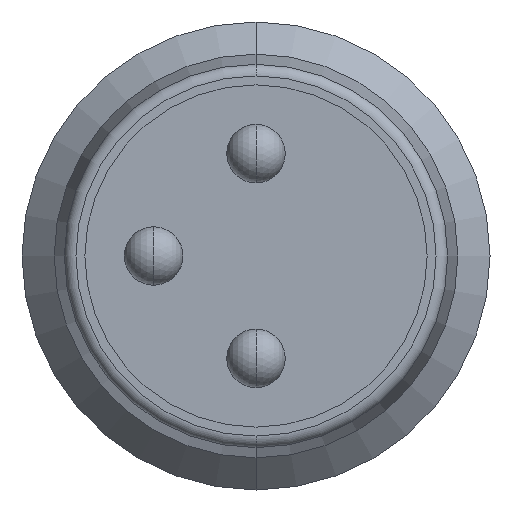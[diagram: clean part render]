
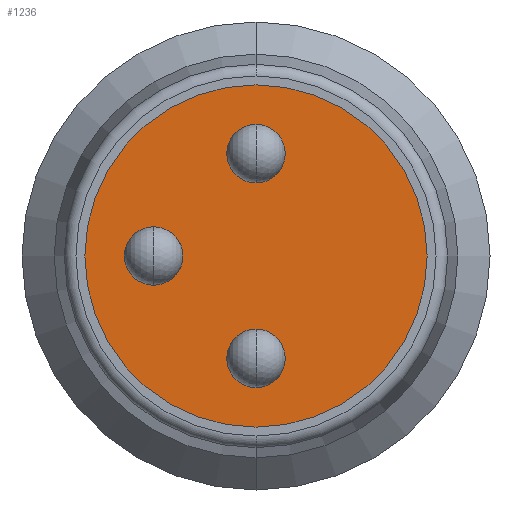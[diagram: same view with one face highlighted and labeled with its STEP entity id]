
A CAD part, front view. The second image highlights one B-rep face of the part: STEP entity #1236.
In plain terms, the highlighted planar face has unit normal (0, -1, 0).
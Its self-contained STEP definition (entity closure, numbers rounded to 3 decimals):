
#7 = CARTESIAN_POINT ( 'NONE',  ( 0., -16.2, 1.25 ) ) ;
#10 = DIRECTION ( 'NONE',  ( 0., -1., 0. ) ) ;
#11 = CIRCLE ( 'NONE', #219, 2.925 ) ;
#20 = VERTEX_POINT ( 'NONE', #1182 ) ;
#52 = DIRECTION ( 'NONE',  ( 0., 0., -1. ) ) ;
#71 = DIRECTION ( 'NONE',  ( 0., -1., 0. ) ) ;
#124 = EDGE_CURVE ( 'NONE', #20, #387, #253, .T. ) ;
#133 = ORIENTED_EDGE ( 'NONE', *, *, #1223, .T. ) ;
#134 = ORIENTED_EDGE ( 'NONE', *, *, #124, .F. ) ;
#183 = EDGE_CURVE ( 'NONE', #444, #845, #1662, .T. ) ;
#219 = AXIS2_PLACEMENT_3D ( 'NONE', #883, #71, #1020 ) ;
#227 = CARTESIAN_POINT ( 'NONE',  ( -1.75, -16.2, 0.5 ) ) ;
#253 = CIRCLE ( 'NONE', #1150, 0.5 ) ;
#342 = CARTESIAN_POINT ( 'NONE',  ( 0., -16.2, 1.75 ) ) ;
#352 = AXIS2_PLACEMENT_3D ( 'NONE', #473, #461, #371 ) ;
#355 = AXIS2_PLACEMENT_3D ( 'NONE', #782, #1702, #918 ) ;
#363 = DIRECTION ( 'NONE',  ( 0., -1., 0. ) ) ;
#371 = DIRECTION ( 'NONE',  ( 0., 0., -1. ) ) ;
#375 = CIRCLE ( 'NONE', #1685, 0.5 ) ;
#387 = VERTEX_POINT ( 'NONE', #227 ) ;
#391 = CIRCLE ( 'NONE', #737, 2.925 ) ;
#395 = EDGE_CURVE ( 'NONE', #387, #20, #375, .T. ) ;
#419 = CARTESIAN_POINT ( 'NONE',  ( 0., -16.2, -1.25 ) ) ;
#444 = VERTEX_POINT ( 'NONE', #1587 ) ;
#461 = DIRECTION ( 'NONE',  ( 0., -1., 0. ) ) ;
#473 = CARTESIAN_POINT ( 'NONE',  ( 0., -16.2, -1.75 ) ) ;
#482 = DIRECTION ( 'NONE',  ( 0., 0., -1. ) ) ;
#503 = DIRECTION ( 'NONE',  ( 0., 0., -1. ) ) ;
#551 = CARTESIAN_POINT ( 'NONE',  ( -1.75, -16.2, 0. ) ) ;
#558 = DIRECTION ( 'NONE',  ( 0., -1., 0. ) ) ;
#579 = ORIENTED_EDGE ( 'NONE', *, *, #1696, .F. ) ;
#625 = EDGE_LOOP ( 'NONE', ( #1280, #134 ) ) ;
#641 = VERTEX_POINT ( 'NONE', #1701 ) ;
#678 = AXIS2_PLACEMENT_3D ( 'NONE', #1164, #363, #503 ) ;
#692 = FACE_OUTER_BOUND ( 'NONE', #1609, .T. ) ;
#737 = AXIS2_PLACEMENT_3D ( 'NONE', #755, #861, #52 ) ;
#755 = CARTESIAN_POINT ( 'NONE',  ( 0., -16.2, 0. ) ) ;
#773 = CIRCLE ( 'NONE', #355, 0.5 ) ;
#779 = DIRECTION ( 'NONE',  ( 0., -1., 0. ) ) ;
#782 = CARTESIAN_POINT ( 'NONE',  ( 0., -16.2, 1.75 ) ) ;
#815 = CARTESIAN_POINT ( 'NONE',  ( 0., -16.2, -1.75 ) ) ;
#825 = VERTEX_POINT ( 'NONE', #7 ) ;
#845 = VERTEX_POINT ( 'NONE', #419 ) ;
#861 = DIRECTION ( 'NONE',  ( 0., -1., 0. ) ) ;
#866 = ORIENTED_EDGE ( 'NONE', *, *, #183, .F. ) ;
#869 = ORIENTED_EDGE ( 'NONE', *, *, #1547, .F. ) ;
#883 = CARTESIAN_POINT ( 'NONE',  ( 0., -16.2, 0. ) ) ;
#918 = DIRECTION ( 'NONE',  ( 0., 0., -1. ) ) ;
#937 = EDGE_CURVE ( 'NONE', #845, #444, #1556, .T. ) ;
#950 = DIRECTION ( 'NONE',  ( 0., 0., -1. ) ) ;
#951 = DIRECTION ( 'NONE',  ( 0., 0., -1. ) ) ;
#995 = ORIENTED_EDGE ( 'NONE', *, *, #937, .F. ) ;
#1013 = PLANE ( 'NONE',  #678 ) ;
#1020 = DIRECTION ( 'NONE',  ( 0., 0., -1. ) ) ;
#1150 = AXIS2_PLACEMENT_3D ( 'NONE', #1450, #779, #1307 ) ;
#1164 = CARTESIAN_POINT ( 'NONE',  ( 0., -16.2, 0. ) ) ;
#1182 = CARTESIAN_POINT ( 'NONE',  ( -1.75, -16.2, -0.5 ) ) ;
#1196 = VERTEX_POINT ( 'NONE', #1527 ) ;
#1214 = VERTEX_POINT ( 'NONE', #1408 ) ;
#1223 = EDGE_CURVE ( 'NONE', #1196, #1214, #11, .T. ) ;
#1236 = ADVANCED_FACE ( 'NONE', ( #1699, #1346, #1388, #692 ), #1013, .T. ) ;
#1273 = DIRECTION ( 'NONE',  ( 0., -1., 0. ) ) ;
#1280 = ORIENTED_EDGE ( 'NONE', *, *, #395, .F. ) ;
#1284 = CIRCLE ( 'NONE', #1370, 0.5 ) ;
#1307 = DIRECTION ( 'NONE',  ( 0., 0., -1. ) ) ;
#1341 = EDGE_LOOP ( 'NONE', ( #995, #866 ) ) ;
#1346 = FACE_BOUND ( 'NONE', #1341, .T. ) ;
#1370 = AXIS2_PLACEMENT_3D ( 'NONE', #342, #1273, #482 ) ;
#1388 = FACE_BOUND ( 'NONE', #1593, .T. ) ;
#1408 = CARTESIAN_POINT ( 'NONE',  ( 0., -16.2, -2.925 ) ) ;
#1450 = CARTESIAN_POINT ( 'NONE',  ( -1.75, -16.2, 0. ) ) ;
#1494 = EDGE_CURVE ( 'NONE', #1214, #1196, #391, .T. ) ;
#1527 = CARTESIAN_POINT ( 'NONE',  ( 0., -16.2, 2.925 ) ) ;
#1547 = EDGE_CURVE ( 'NONE', #641, #825, #1284, .T. ) ;
#1556 = CIRCLE ( 'NONE', #1620, 0.5 ) ;
#1587 = CARTESIAN_POINT ( 'NONE',  ( 0., -16.2, -2.25 ) ) ;
#1593 = EDGE_LOOP ( 'NONE', ( #869, #579 ) ) ;
#1609 = EDGE_LOOP ( 'NONE', ( #1687, #133 ) ) ;
#1620 = AXIS2_PLACEMENT_3D ( 'NONE', #815, #10, #951 ) ;
#1662 = CIRCLE ( 'NONE', #352, 0.5 ) ;
#1685 = AXIS2_PLACEMENT_3D ( 'NONE', #551, #558, #950 ) ;
#1687 = ORIENTED_EDGE ( 'NONE', *, *, #1494, .T. ) ;
#1696 = EDGE_CURVE ( 'NONE', #825, #641, #773, .T. ) ;
#1699 = FACE_BOUND ( 'NONE', #625, .T. ) ;
#1701 = CARTESIAN_POINT ( 'NONE',  ( 0., -16.2, 2.25 ) ) ;
#1702 = DIRECTION ( 'NONE',  ( 0., -1., 0. ) ) ;
